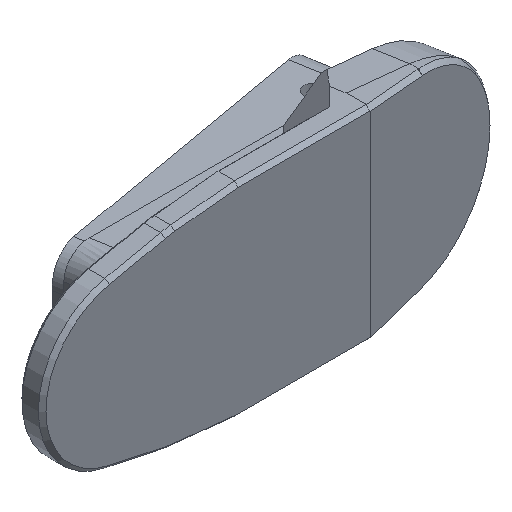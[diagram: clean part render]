
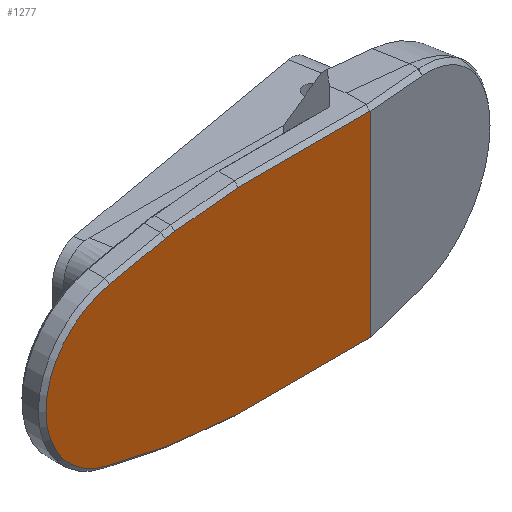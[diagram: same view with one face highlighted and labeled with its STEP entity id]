
A CAD part, isometric view. The second image highlights one B-rep face of the part: STEP entity #1277.
In plain terms, the highlighted planar face has unit normal (0, -1, 0).
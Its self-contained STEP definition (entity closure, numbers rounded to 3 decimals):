
#100=FACE_OUTER_BOUND('',#175,.T.);
#175=EDGE_LOOP('',(#1038,#1039,#1040,#1041,#1042,#1043,#1044,#1045,#1046,
#1047,#1048,#1049));
#250=CIRCLE('',#1357,12.192);
#254=CIRCLE('',#1377,10.605);
#256=CIRCLE('',#1380,12.192);
#322=LINE('',#2014,#448);
#328=LINE('',#2025,#454);
#333=LINE('',#2038,#459);
#334=LINE('',#2040,#460);
#353=LINE('',#2196,#479);
#354=LINE('',#2198,#480);
#355=LINE('',#2200,#481);
#356=LINE('',#2202,#482);
#357=LINE('',#2205,#483);
#448=VECTOR('',#1535,10.);
#454=VECTOR('',#1543,10.);
#459=VECTOR('',#1556,10.);
#460=VECTOR('',#1559,10.);
#479=VECTOR('',#1618,10.);
#480=VECTOR('',#1619,10.);
#481=VECTOR('',#1620,10.);
#482=VECTOR('',#1621,10.);
#483=VECTOR('',#1624,10.);
#583=VERTEX_POINT('',#2010);
#585=VERTEX_POINT('',#2013);
#588=VERTEX_POINT('',#2022);
#589=VERTEX_POINT('',#2024);
#591=VERTEX_POINT('',#2029);
#593=VERTEX_POINT('',#2035);
#606=VERTEX_POINT('',#2189);
#608=VERTEX_POINT('',#2195);
#609=VERTEX_POINT('',#2197);
#610=VERTEX_POINT('',#2199);
#611=VERTEX_POINT('',#2201);
#612=VERTEX_POINT('',#2203);
#720=EDGE_CURVE('',#585,#583,#322,.T.);
#726=EDGE_CURVE('',#589,#588,#328,.T.);
#730=EDGE_CURVE('',#591,#589,#250,.T.);
#733=EDGE_CURVE('',#593,#591,#333,.T.);
#734=EDGE_CURVE('',#588,#585,#334,.T.);
#763=EDGE_CURVE('',#593,#606,#254,.T.);
#766=EDGE_CURVE('',#583,#608,#353,.T.);
#767=EDGE_CURVE('',#609,#608,#354,.T.);
#768=EDGE_CURVE('',#610,#609,#355,.T.);
#769=EDGE_CURVE('',#611,#610,#356,.T.);
#770=EDGE_CURVE('',#612,#611,#256,.T.);
#771=EDGE_CURVE('',#606,#612,#357,.T.);
#1038=ORIENTED_EDGE('',*,*,#766,.T.);
#1039=ORIENTED_EDGE('',*,*,#767,.F.);
#1040=ORIENTED_EDGE('',*,*,#768,.F.);
#1041=ORIENTED_EDGE('',*,*,#769,.F.);
#1042=ORIENTED_EDGE('',*,*,#770,.F.);
#1043=ORIENTED_EDGE('',*,*,#771,.F.);
#1044=ORIENTED_EDGE('',*,*,#763,.F.);
#1045=ORIENTED_EDGE('',*,*,#733,.T.);
#1046=ORIENTED_EDGE('',*,*,#730,.T.);
#1047=ORIENTED_EDGE('',*,*,#726,.T.);
#1048=ORIENTED_EDGE('',*,*,#734,.T.);
#1049=ORIENTED_EDGE('',*,*,#720,.T.);
#1221=PLANE('',#1379);
#1277=ADVANCED_FACE('',(#100),#1221,.T.);
#1357=AXIS2_PLACEMENT_3D('',#2032,#1550,#1551);
#1377=AXIS2_PLACEMENT_3D('',#2190,#1611,#1612);
#1379=AXIS2_PLACEMENT_3D('',#2194,#1616,#1617);
#1380=AXIS2_PLACEMENT_3D('',#2204,#1622,#1623);
#1535=DIRECTION('',(0.964,0.,0.266));
#1543=DIRECTION('',(0.995,0.,-0.101));
#1550=DIRECTION('center_axis',(0.,-1.,0.));
#1551=DIRECTION('ref_axis',(0.,0.,
-1.));
#1556=DIRECTION('',(0.978,0.,-0.206));
#1559=DIRECTION('',(1.,0.,0.));
#1611=DIRECTION('center_axis',(0.,1.,0.));
#1612=DIRECTION('ref_axis',(0.,0.,
-1.));
#1616=DIRECTION('center_axis',(0.,-1.,0.));
#1617=DIRECTION('ref_axis',(0.,0.,-1.));
#1618=DIRECTION('',(0.,0.,1.));
#1619=DIRECTION('',(0.964,0.,-0.266));
#1620=DIRECTION('',(1.,0.,0.));
#1621=DIRECTION('',(0.995,0.,0.101));
#1622=DIRECTION('center_axis',(0.,1.,0.));
#1623=DIRECTION('ref_axis',(0.,0.,
1.));
#1624=DIRECTION('',(0.978,0.,0.206));
#2010=CARTESIAN_POINT('',(89.856,-36.924,-12.983));
#2013=CARTESIAN_POINT('',(89.847,-36.924,-12.986));
#2014=CARTESIAN_POINT('',(88.629,-36.924,-13.322));
#2022=CARTESIAN_POINT('',(72.419,-36.924,-12.986));
#2024=CARTESIAN_POINT('',(64.014,-36.924,-12.129));
#2025=CARTESIAN_POINT('',(77.324,-36.924,-13.485));
#2029=CARTESIAN_POINT('',(62.735,-36.924,-11.93));
#2032=CARTESIAN_POINT('Origin',(65.25,-36.924,0.));
#2035=CARTESIAN_POINT('',(55.366,-36.924,-10.376));
#2038=CARTESIAN_POINT('',(71.533,-36.924,-13.784));
#2040=CARTESIAN_POINT('',(86.742,-36.924,-12.986));
#2189=CARTESIAN_POINT('',(55.366,-36.924,10.376));
#2190=CARTESIAN_POINT('Origin',(57.554,-36.924,0.));
#2194=CARTESIAN_POINT('Origin',(83.627,-36.924,0.));
#2195=CARTESIAN_POINT('',(89.856,-36.924,12.983));
#2196=CARTESIAN_POINT('',(89.856,-36.924,0.));
#2197=CARTESIAN_POINT('',(89.847,-36.924,12.986));
#2198=CARTESIAN_POINT('',(88.629,-36.924,13.322));
#2199=CARTESIAN_POINT('',(72.419,-36.924,12.986));
#2200=CARTESIAN_POINT('',(86.742,-36.924,12.986));
#2201=CARTESIAN_POINT('',(64.014,-36.924,12.129));
#2202=CARTESIAN_POINT('',(77.324,-36.924,13.485));
#2203=CARTESIAN_POINT('',(62.735,-36.924,11.93));
#2204=CARTESIAN_POINT('Origin',(65.25,-36.924,0.));
#2205=CARTESIAN_POINT('',(71.533,-36.924,13.784));
